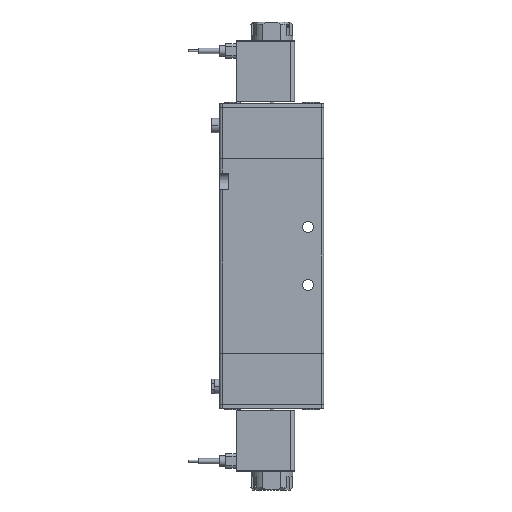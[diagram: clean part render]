
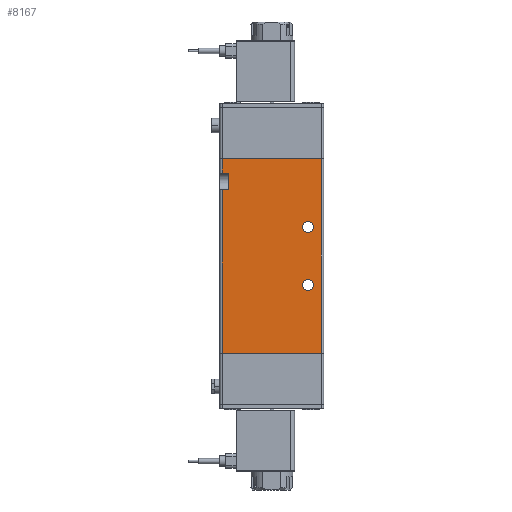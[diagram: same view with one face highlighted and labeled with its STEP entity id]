
A CAD part, left-side view. The second image highlights one B-rep face of the part: STEP entity #8167.
In plain terms, the highlighted planar face has unit normal (-1, 0, 0).
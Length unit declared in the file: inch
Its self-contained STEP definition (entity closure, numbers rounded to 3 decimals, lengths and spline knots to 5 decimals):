
#9 = DIRECTION ( 'NONE',  ( 0., -1., 0. ) ) ;
#52 = EDGE_CURVE ( 'NONE', #8137, #6333, #9584, .T. ) ;
#219 = DIRECTION ( 'NONE',  ( 0., 0., 1. ) ) ;
#234 = DIRECTION ( 'NONE',  ( -1., 0., 0. ) ) ;
#252 = CARTESIAN_POINT ( 'NONE',  ( -0.66929, -0.98425, -3.70079 ) ) ;
#329 = ORIENTED_EDGE ( 'NONE', *, *, #4659, .T. ) ;
#368 = EDGE_CURVE ( 'NONE', #7462, #4106, #3065, .T. ) ;
#373 = PLANE ( 'NONE',  #2963 ) ;
#458 = CARTESIAN_POINT ( 'NONE',  ( -0.66929, 0.94488, -0.27559 ) ) ;
#567 = CARTESIAN_POINT ( 'NONE',  ( -0.66929, -0.98425, -3.70079 ) ) ;
#570 = FACE_OUTER_BOUND ( 'NONE', #4973, .T. ) ;
#627 = DIRECTION ( 'NONE',  ( 0., 0., -1. ) ) ;
#698 = FACE_BOUND ( 'NONE', #5048, .T. ) ;
#736 = EDGE_CURVE ( 'NONE', #6333, #8895, #5326, .T. ) ;
#792 = FACE_BOUND ( 'NONE', #7382, .T. ) ;
#867 = ORIENTED_EDGE ( 'NONE', *, *, #2956, .T. ) ;
#1089 = CARTESIAN_POINT ( 'NONE',  ( -0.66929, 0.94488, 0. ) ) ;
#1465 = VECTOR ( 'NONE', #4234, 39.37008 ) ;
#1484 = LINE ( 'NONE', #7031, #1465 ) ;
#1522 = AXIS2_PLACEMENT_3D ( 'NONE', #8467, #6812, #627 ) ;
#1800 = VERTEX_POINT ( 'NONE', #7841 ) ;
#1889 = LINE ( 'NONE', #2259, #1911 ) ;
#1911 = VECTOR ( 'NONE', #2281, 39.37008 ) ;
#1954 = ORIENTED_EDGE ( 'NONE', *, *, #4179, .T. ) ;
#2163 = ORIENTED_EDGE ( 'NONE', *, *, #52, .T. ) ;
#2259 = CARTESIAN_POINT ( 'NONE',  ( -0.66929, -0.94488, -3.70079 ) ) ;
#2281 = DIRECTION ( 'NONE',  ( 0., 0., 1. ) ) ;
#2691 = LINE ( 'NONE', #567, #2711 ) ;
#2711 = VECTOR ( 'NONE', #9203, 39.37008 ) ;
#2745 = ORIENTED_EDGE ( 'NONE', *, *, #3987, .T. ) ;
#2759 = AXIS2_PLACEMENT_3D ( 'NONE', #8798, #8762, #8740 ) ;
#2917 = ORIENTED_EDGE ( 'NONE', *, *, #736, .T. ) ;
#2956 = EDGE_CURVE ( 'NONE', #4106, #7462, #7201, .T. ) ;
#2963 = AXIS2_PLACEMENT_3D ( 'NONE', #252, #234, #219 ) ;
#2970 = VERTEX_POINT ( 'NONE', #4725 ) ;
#3065 = CIRCLE ( 'NONE', #1522, 0.10827 ) ;
#3168 = DIRECTION ( 'NONE',  ( 0., 1., 0. ) ) ;
#3211 = EDGE_CURVE ( 'NONE', #8895, #6622, #7785, .T. ) ;
#3435 = CARTESIAN_POINT ( 'NONE',  ( -0.66929, -0.68898, -2.50984 ) ) ;
#3623 = AXIS2_PLACEMENT_3D ( 'NONE', #6339, #6313, #6288 ) ;
#3892 = CARTESIAN_POINT ( 'NONE',  ( -0.66929, 0.94488, -3.70079 ) ) ;
#3917 = DIRECTION ( 'NONE',  ( 0., 0., -1. ) ) ;
#3987 = EDGE_CURVE ( 'NONE', #8025, #8137, #8657, .T. ) ;
#4106 = VERTEX_POINT ( 'NONE', #3435 ) ;
#4115 = CARTESIAN_POINT ( 'NONE',  ( -0.66929, 0.94488, -3.70079 ) ) ;
#4141 = DIRECTION ( 'NONE',  ( 0., 0., -1. ) ) ;
#4179 = EDGE_CURVE ( 'NONE', #1800, #8025, #1484, .T. ) ;
#4208 = DIRECTION ( 'NONE',  ( 1., 0., 0. ) ) ;
#4234 = DIRECTION ( 'NONE',  ( 0., 1., 0. ) ) ;
#4243 = CARTESIAN_POINT ( 'NONE',  ( -0.66929, -0.68898, -2.40157 ) ) ;
#4405 = AXIS2_PLACEMENT_3D ( 'NONE', #4243, #4208, #4141 ) ;
#4434 = VECTOR ( 'NONE', #6850, 39.37008 ) ;
#4534 = CARTESIAN_POINT ( 'NONE',  ( -0.66929, -0.94488, -3.70079 ) ) ;
#4587 = DIRECTION ( 'NONE',  ( 0., 0., -1. ) ) ;
#4598 = CARTESIAN_POINT ( 'NONE',  ( -0.66929, -0.98425, -0.27559 ) ) ;
#4659 = EDGE_CURVE ( 'NONE', #6622, #4963, #4884, .T. ) ;
#4725 = CARTESIAN_POINT ( 'NONE',  ( -0.66929, -0.68898, -1.40748 ) ) ;
#4740 = CARTESIAN_POINT ( 'NONE',  ( -0.66929, 0.82677, -3.70079 ) ) ;
#4884 = LINE ( 'NONE', #6864, #4434 ) ;
#4963 = VERTEX_POINT ( 'NONE', #4115 ) ;
#4973 = EDGE_LOOP ( 'NONE', ( #1954, #2745, #2163, #2917, #6954, #329, #8594, #8935 ) ) ;
#5048 = EDGE_LOOP ( 'NONE', ( #6369, #9002 ) ) ;
#5182 = CARTESIAN_POINT ( 'NONE',  ( -0.66929, -0.98425, -0.59055 ) ) ;
#5326 = LINE ( 'NONE', #4740, #5376 ) ;
#5376 = VECTOR ( 'NONE', #4587, 39.37008 ) ;
#5519 = CARTESIAN_POINT ( 'NONE',  ( -0.66929, -0.68898, -2.29331 ) ) ;
#5580 = EDGE_CURVE ( 'NONE', #4963, #6050, #2691, .T. ) ;
#5742 = CARTESIAN_POINT ( 'NONE',  ( -0.66929, 0.94488, -0.59055 ) ) ;
#6050 = VERTEX_POINT ( 'NONE', #4534 ) ;
#6206 = CARTESIAN_POINT ( 'NONE',  ( -0.66929, -0.68898, -1.19094 ) ) ;
#6288 = DIRECTION ( 'NONE',  ( 0., 0., -1. ) ) ;
#6313 = DIRECTION ( 'NONE',  ( 1., 0., 0. ) ) ;
#6333 = VERTEX_POINT ( 'NONE', #6562 ) ;
#6339 = CARTESIAN_POINT ( 'NONE',  ( -0.66929, -0.68898, -1.29921 ) ) ;
#6357 = EDGE_CURVE ( 'NONE', #2970, #7327, #6804, .T. ) ;
#6369 = ORIENTED_EDGE ( 'NONE', *, *, #6357, .T. ) ;
#6546 = EDGE_CURVE ( 'NONE', #7327, #2970, #7662, .T. ) ;
#6562 = CARTESIAN_POINT ( 'NONE',  ( -0.66929, 0.82677, -0.27559 ) ) ;
#6565 = ORIENTED_EDGE ( 'NONE', *, *, #368, .T. ) ;
#6622 = VERTEX_POINT ( 'NONE', #5742 ) ;
#6625 = CARTESIAN_POINT ( 'NONE',  ( -0.66929, 0.82677, -0.59055 ) ) ;
#6804 = CIRCLE ( 'NONE', #2759, 0.10827 ) ;
#6812 = DIRECTION ( 'NONE',  ( 1., 0., 0. ) ) ;
#6850 = DIRECTION ( 'NONE',  ( 0., 0., -1. ) ) ;
#6864 = CARTESIAN_POINT ( 'NONE',  ( -0.66929, 0.94488, -3.70079 ) ) ;
#6954 = ORIENTED_EDGE ( 'NONE', *, *, #3211, .T. ) ;
#7031 = CARTESIAN_POINT ( 'NONE',  ( -0.66929, -0.98425, 0. ) ) ;
#7201 = CIRCLE ( 'NONE', #4405, 0.10827 ) ;
#7327 = VERTEX_POINT ( 'NONE', #6206 ) ;
#7382 = EDGE_LOOP ( 'NONE', ( #867, #6565 ) ) ;
#7462 = VERTEX_POINT ( 'NONE', #5519 ) ;
#7662 = CIRCLE ( 'NONE', #3623, 0.10827 ) ;
#7680 = VECTOR ( 'NONE', #3168, 39.37008 ) ;
#7785 = LINE ( 'NONE', #5182, #7680 ) ;
#7807 = EDGE_CURVE ( 'NONE', #6050, #1800, #1889, .T. ) ;
#7841 = CARTESIAN_POINT ( 'NONE',  ( -0.66929, -0.94488, 0. ) ) ;
#8025 = VERTEX_POINT ( 'NONE', #1089 ) ;
#8137 = VERTEX_POINT ( 'NONE', #458 ) ;
#8167 = ADVANCED_FACE ( 'NONE', ( #570, #792, #698 ), #373, .T. ) ;
#8467 = CARTESIAN_POINT ( 'NONE',  ( -0.66929, -0.68898, -2.40157 ) ) ;
#8579 = VECTOR ( 'NONE', #3917, 39.37008 ) ;
#8594 = ORIENTED_EDGE ( 'NONE', *, *, #5580, .T. ) ;
#8657 = LINE ( 'NONE', #3892, #8579 ) ;
#8740 = DIRECTION ( 'NONE',  ( 0., 0., -1. ) ) ;
#8762 = DIRECTION ( 'NONE',  ( 1., 0., 0. ) ) ;
#8798 = CARTESIAN_POINT ( 'NONE',  ( -0.66929, -0.68898, -1.29921 ) ) ;
#8895 = VERTEX_POINT ( 'NONE', #6625 ) ;
#8935 = ORIENTED_EDGE ( 'NONE', *, *, #7807, .T. ) ;
#9002 = ORIENTED_EDGE ( 'NONE', *, *, #6546, .T. ) ;
#9203 = DIRECTION ( 'NONE',  ( 0., -1., 0. ) ) ;
#9550 = VECTOR ( 'NONE', #9, 39.37008 ) ;
#9584 = LINE ( 'NONE', #4598, #9550 ) ;
